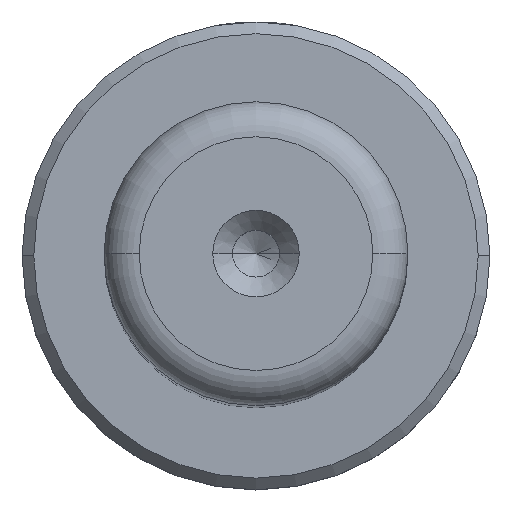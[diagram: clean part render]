
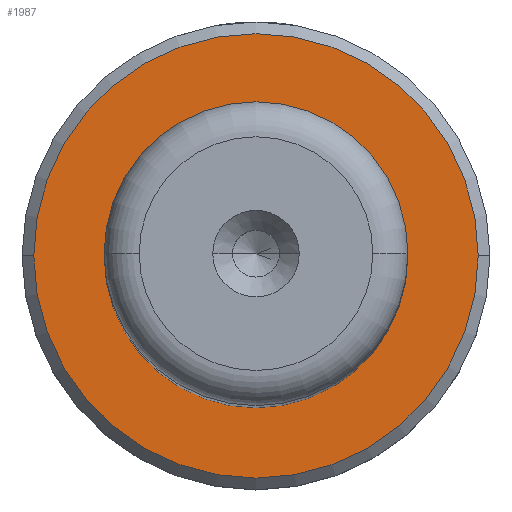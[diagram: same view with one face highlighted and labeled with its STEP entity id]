
A CAD part, top view. The second image highlights one B-rep face of the part: STEP entity #1987.
In plain terms, the highlighted planar face has unit normal (0, 0, 1).
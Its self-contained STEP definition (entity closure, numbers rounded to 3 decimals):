
#43 = EDGE_LOOP ( 'NONE', ( #799, #1046 ) ) ;
#165 = CARTESIAN_POINT ( 'NONE',  ( -5.995, 0., 15. ) ) ;
#192 = ORIENTED_EDGE ( 'NONE', *, *, #1129, .T. ) ;
#223 = CIRCLE ( 'NONE', #1173, 9.5 ) ;
#228 = EDGE_CURVE ( 'NONE', #295, #1710, #705, .T. ) ;
#245 = AXIS2_PLACEMENT_3D ( 'NONE', #762, #2035, #1093 ) ;
#264 = EDGE_LOOP ( 'NONE', ( #1097, #192 ) ) ;
#271 = CARTESIAN_POINT ( 'NONE',  ( 5.995, 0., 15. ) ) ;
#295 = VERTEX_POINT ( 'NONE', #165 ) ;
#385 = DIRECTION ( 'NONE',  ( 0., 0., -1. ) ) ;
#423 = DIRECTION ( 'NONE',  ( 0., 0., -1. ) ) ;
#504 = DIRECTION ( 'NONE',  ( 0., 0., 1. ) ) ;
#524 = EDGE_CURVE ( 'NONE', #1767, #581, #223, .T. ) ;
#569 = CARTESIAN_POINT ( 'NONE',  ( 0., 0., 15. ) ) ;
#581 = VERTEX_POINT ( 'NONE', #593 ) ;
#593 = CARTESIAN_POINT ( 'NONE',  ( 9.5, 0., 15. ) ) ;
#679 = AXIS2_PLACEMENT_3D ( 'NONE', #1350, #385, #1506 ) ;
#705 = CIRCLE ( 'NONE', #679, 5.995 ) ;
#719 = DIRECTION ( 'NONE',  ( 1., 0., 0. ) ) ;
#762 = CARTESIAN_POINT ( 'NONE',  ( 0., 0., 15. ) ) ;
#792 = FACE_OUTER_BOUND ( 'NONE', #264, .T. ) ;
#799 = ORIENTED_EDGE ( 'NONE', *, *, #1692, .T. ) ;
#919 = PLANE ( 'NONE',  #245 ) ;
#997 = CIRCLE ( 'NONE', #1605, 5.995 ) ;
#1046 = ORIENTED_EDGE ( 'NONE', *, *, #228, .T. ) ;
#1093 = DIRECTION ( 'NONE',  ( 1., 0., 0. ) ) ;
#1097 = ORIENTED_EDGE ( 'NONE', *, *, #524, .T. ) ;
#1129 = EDGE_CURVE ( 'NONE', #581, #1767, #1441, .T. ) ;
#1173 = AXIS2_PLACEMENT_3D ( 'NONE', #569, #1679, #719 ) ;
#1180 = CARTESIAN_POINT ( 'NONE',  ( -9.5, 0., 15. ) ) ;
#1350 = CARTESIAN_POINT ( 'NONE',  ( 0., 0., 15. ) ) ;
#1388 = CARTESIAN_POINT ( 'NONE',  ( 0., 0., 15. ) ) ;
#1441 = CIRCLE ( 'NONE', #1482, 9.5 ) ;
#1454 = CARTESIAN_POINT ( 'NONE',  ( 0., 0., 15. ) ) ;
#1482 = AXIS2_PLACEMENT_3D ( 'NONE', #1454, #504, #1612 ) ;
#1506 = DIRECTION ( 'NONE',  ( -1., 0., 0. ) ) ;
#1545 = DIRECTION ( 'NONE',  ( -1., 0., 0. ) ) ;
#1605 = AXIS2_PLACEMENT_3D ( 'NONE', #1388, #423, #1545 ) ;
#1612 = DIRECTION ( 'NONE',  ( 1., 0., 0. ) ) ;
#1679 = DIRECTION ( 'NONE',  ( 0., 0., 1. ) ) ;
#1692 = EDGE_CURVE ( 'NONE', #1710, #295, #997, .T. ) ;
#1710 = VERTEX_POINT ( 'NONE', #271 ) ;
#1767 = VERTEX_POINT ( 'NONE', #1180 ) ;
#1987 = ADVANCED_FACE ( 'NONE', ( #792, #2019 ), #919, .T. ) ;
#2019 = FACE_BOUND ( 'NONE', #43, .T. ) ;
#2035 = DIRECTION ( 'NONE',  ( 0., 0., 1. ) ) ;
